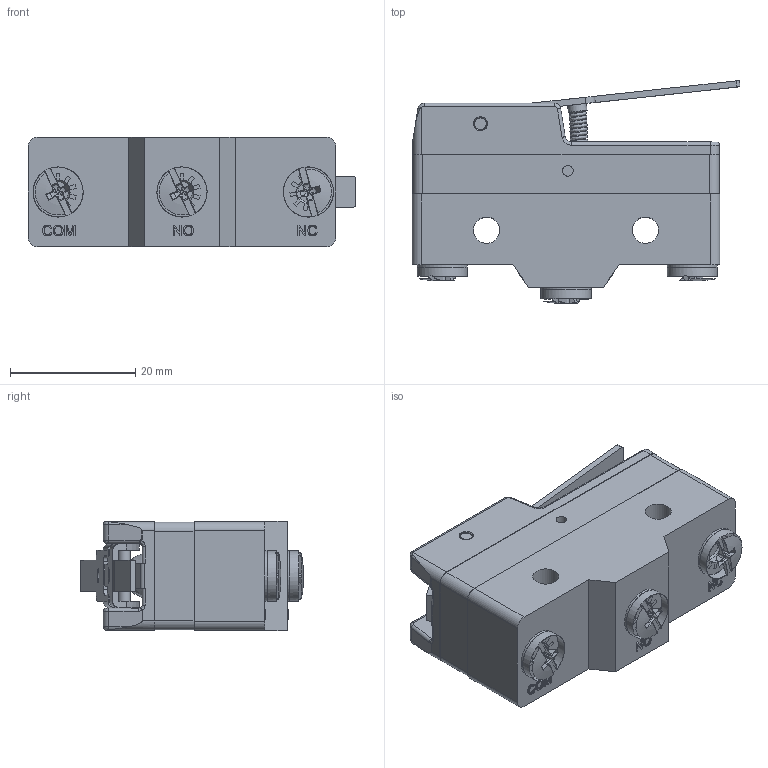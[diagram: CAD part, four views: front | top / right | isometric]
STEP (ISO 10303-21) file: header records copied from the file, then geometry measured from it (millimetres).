
FILE_DESCRIPTION (( 'STEP AP214' ), '1' );
FILE_NAME ('176-MS (Screw Terminal)-Short Hinge Lever.STEP', '2019-01-24T23:41:50', ( '' ), ( '' ), 'SwSTEP 2.0', 'SolidWorks 2018', '' );
FILE_SCHEMA (( 'AUTOMOTIVE_DESIGN' ));
Length unit declared in the file: inch
Products named in the file (1): 176-MS (Screw Terminal)-Short Hinge Lever
Bounding box: 52.4 x 35.62 x 17.45 mm (x, y, z)
Volume: 17695.1 mm3; surface area: 10125.3 mm2
Topology: 11 solids, 11 shells, 591 faces, 1511 edges, 900 vertices
Faces by surface type: plane 250, bspline 177, cylinder 151, torus 8, cone 5
Full cylindrical faces by diameter (mm): 1.7 x3, 2 x2, 2.06 x1, 3 x1, 3.8 x3, 4.2 x2, 4.6 x1, 5 x1, 5.508 x1, 6 x3, 8 x6
Entity records: 25798 total; most frequent: CARTESIAN_POINT 11315, ORIENTED_EDGE 2786, DIRECTION 2257, EDGE_CURVE 1393, VERTEX_POINT 888, AXIS2_PLACEMENT_3D 759, LINE 739, VECTOR 739
